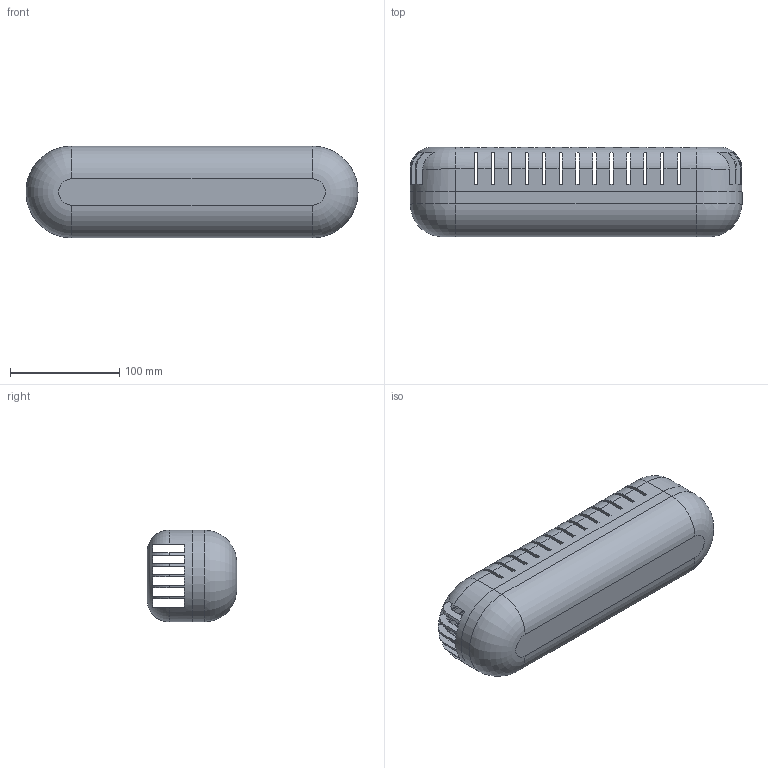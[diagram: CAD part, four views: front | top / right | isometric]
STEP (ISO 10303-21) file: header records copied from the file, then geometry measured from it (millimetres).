
FILE_DESCRIPTION (( 'STEP AP214' ), '1' );
FILE_NAME ('OD LED.STEP', '2018-07-26T13:05:50', ( '' ), ( '' ), 'SwSTEP 2.0', 'SolidWorks 2013', '' );
FILE_SCHEMA (( 'AUTOMOTIVE_DESIGN' ));
Length unit declared in the file: millimetre
Products named in the file (3): Êðûøêà; 膰豵鵨; OD LED
Assembly tree (2 placements, depth 2):
  OD LED
    膰豵鵨
    Êðûøêà
Bounding box: 304 x 82 x 84 mm (x, y, z)
Volume: 257490.6 mm3; surface area: 181483.6 mm2
Topology: 2 solids, 2 shells, 810 faces, 2708 edges, 1800 vertices
Faces by surface type: plane 748, cylinder 42, torus 20
Entity records: 39297 total; most frequent: CARTESIAN_POINT 6376, ORIENTED_EDGE 5416, DIRECTION 4558, EDGE_CURVE 2708, VECTOR 2392, LINE 2392, VERTEX_POINT 1800, AXIS2_PLACEMENT_3D 1083
